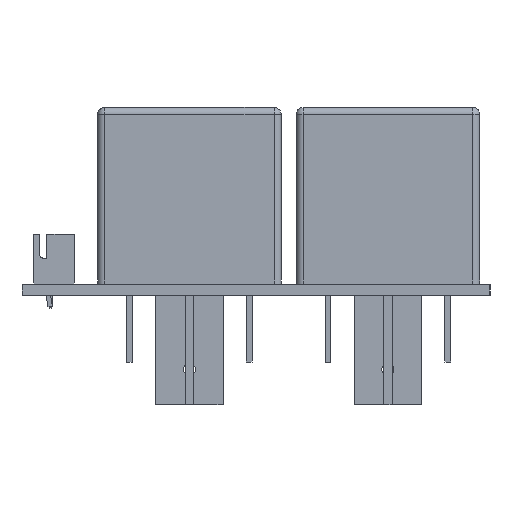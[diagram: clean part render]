
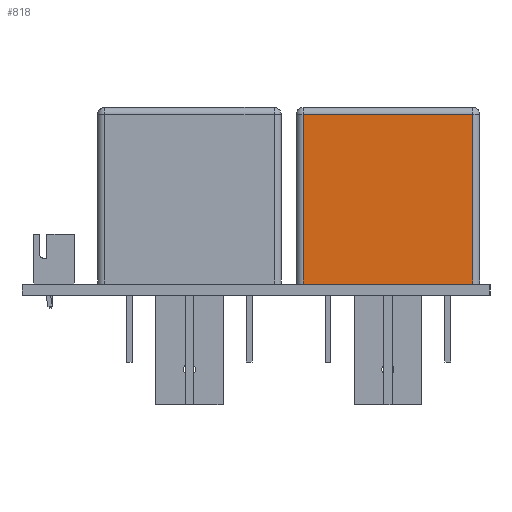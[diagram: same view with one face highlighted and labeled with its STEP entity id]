
A CAD part, left-side view. The second image highlights one B-rep face of the part: STEP entity #818.
In plain terms, the highlighted planar face has unit normal (-1, 0, 0).
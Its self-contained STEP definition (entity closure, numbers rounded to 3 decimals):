
#68 = VERTEX_POINT('',#69);
#69 = CARTESIAN_POINT('',(-12.95,-11.95,0.));
#78 = EDGE_CURVE('',#79,#68,#81,.T.);
#79 = VERTEX_POINT('',#80);
#80 = CARTESIAN_POINT('',(-12.95,11.95,0.));
#81 = LINE('',#82,#83);
#82 = CARTESIAN_POINT('',(-12.95,11.95,0.));
#83 = VECTOR('',#84,1.);
#84 = DIRECTION('',(0.,-1.,0.));
#643 = EDGE_CURVE('',#68,#644,#646,.T.);
#644 = VERTEX_POINT('',#645);
#645 = CARTESIAN_POINT('',(-12.95,-11.95,-23.9));
#646 = LINE('',#647,#648);
#647 = CARTESIAN_POINT('',(-12.95,-11.95,0.));
#648 = VECTOR('',#649,1.);
#649 = DIRECTION('',(0.,0.,-1.));
#799 = VERTEX_POINT('',#800);
#800 = CARTESIAN_POINT('',(-12.95,11.95,-23.9));
#807 = EDGE_CURVE('',#79,#799,#808,.T.);
#808 = LINE('',#809,#810);
#809 = CARTESIAN_POINT('',(-12.95,11.95,0.));
#810 = VECTOR('',#811,1.);
#811 = DIRECTION('',(0.,0.,-1.));
#818 = ADVANCED_FACE('',(#819),#830,.T.);
#819 = FACE_BOUND('',#820,.F.);
#820 = EDGE_LOOP('',(#821,#827,#828,#829));
#821 = ORIENTED_EDGE('',*,*,#822,.T.);
#822 = EDGE_CURVE('',#644,#799,#823,.T.);
#823 = LINE('',#824,#825);
#824 = CARTESIAN_POINT('',(-12.95,-11.95,-23.9));
#825 = VECTOR('',#826,1.);
#826 = DIRECTION('',(0.,1.,0.));
#827 = ORIENTED_EDGE('',*,*,#807,.F.);
#828 = ORIENTED_EDGE('',*,*,#78,.T.);
#829 = ORIENTED_EDGE('',*,*,#643,.T.);
#830 = PLANE('',#831);
#831 = AXIS2_PLACEMENT_3D('',#832,#833,#834);
#832 = CARTESIAN_POINT('',(-12.95,12.95,0.));
#833 = DIRECTION('',(-1.,0.,0.));
#834 = DIRECTION('',(0.,-1.,0.));
